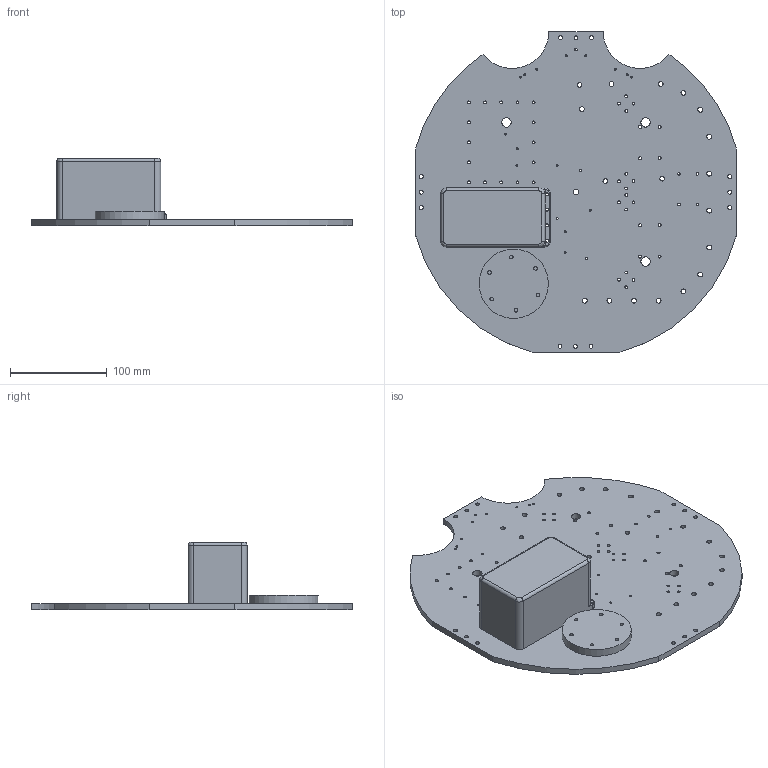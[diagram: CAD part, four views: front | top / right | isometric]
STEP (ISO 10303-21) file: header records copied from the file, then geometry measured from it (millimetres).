
FILE_DESCRIPTION(/* description */ (''),/* implementation_level */ '2;1');
FILE_NAME(/* name */ 'BasePlate.stp',/* time_stamp */ '2018-06-10T03:01:35-04:00',/* author */ (''),/* organization */ (''),/* preprocessor_version */ 'ST-DEVELOPER v16',/* originating_system */ 'SIEMENS PLM Software NX 11.0',/* authorisation */ '');
FILE_SCHEMA (('AUTOMOTIVE_DESIGN { 1 0 10303 214 3 1 1 1 }'));
Length unit declared in the file: inch
Products named in the file (1): BasePlate
Bounding box: 331.22 x 331.22 x 69.7 mm (x, y, z)
Volume: 716006.9 mm3; surface area: 252788.5 mm2
Topology: 4 solids, 6 shells, 458 faces, 1013 edges, 682 vertices
Faces by surface type: cylinder 287, plane 153, bspline 14, torus 4
Full cylindrical faces by diameter (mm): 2.032 x8, 2.1 x10, 2.65 x4, 2.845 x13, 2.852 x3, 2.946 x16, 3 x18, 3.175 x8, 3.658 x6, 3.7 x26, 4.064 x12, 4.572 x14, 4.762 x4, 4.978 x14, 6 x6, 6.096 x39, 6.35 x20, 8.382 x14, 8.636 x12, 9.652 x3, 71.5 x1
Entity records: 11920 total; most frequent: DIRECTION 2182, CARTESIAN_POINT 2069, ORIENTED_EDGE 1396, EDGE_LOOP 1080, AXIS2_PLACEMENT_3D 1049, FACE_BOUND 984, EDGE_CURVE 698, VERTEX_POINT 620
